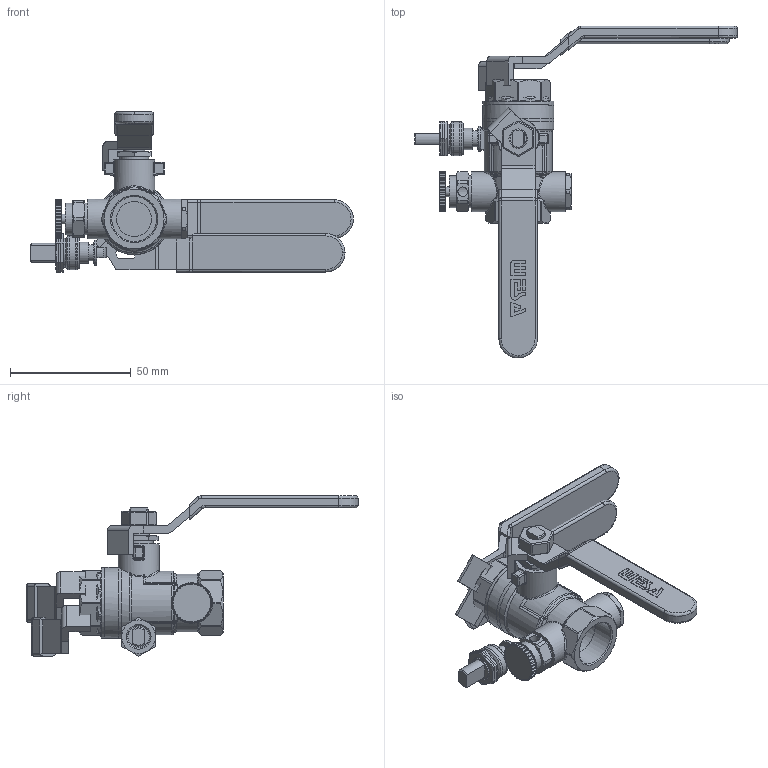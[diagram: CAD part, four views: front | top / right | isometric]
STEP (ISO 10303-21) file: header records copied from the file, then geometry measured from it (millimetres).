
FILE_DESCRIPTION( ( 'Unknown' ), '1' );
FILE_NAME( '704-04.stp', 'Unknown', ( 'Unknown' ), ( 'Unknown' ), 'PSStep 13.0', 'Unknown', ' ' );
FILE_SCHEMA( ( 'AUTOMOTIVE_DESIGN { 1 0 10303 214 1 1 1 1 }' ) );
Length unit declared in the file: millimetre
Products named in the file (13): 2.140.015_Spindel; 704-04_Körper; Assem1; Stahlgriff 1_4 - 3_4; 2.140.015_Stopfbuchse; Stahlgriff-n; Stahlgriff-u; Blindstopfen 1_4 ; Entlüftungs-Stopfen 1_4 ; 704-04_Einschraubteil; M8
Bounding box: 134 x 137.75 x 66.58 mm (x, y, z)
Volume: 99458.5 mm3; surface area: 87211.5 mm2
Topology: 28 solids, 28 shells, 1651 faces, 4189 edges, 2663 vertices
Faces by surface type: cylinder 628, plane 561, cone 178, bspline 174, torus 54, sphere 44, revolution 12
Full cylindrical faces by diameter (mm): 4 x6, 5 x6, 6.6 x4, 6.647 x2, 8.9 x8, 9 x6, 9.1 x3, 9.3 x4, 10.5 x4, 10.8 x3, 11.445 x6, 12 x4, 12.376 x3, 13.157 x9, 14 x10, 14.5 x6, 16.5 x6, 17 x3, 18.631 x12, 19.2 x6, 23.376 x6, 25 x3, 25.5 x3, 29.5 x6
Entity records: 25177 total; most frequent: CARTESIAN_POINT 8174, ORIENTED_EDGE 2600, DIRECTION 2565, EDGE_CURVE 1300, AXIS2_PLACEMENT_3D 1021, VERTEX_POINT 860, EDGE_LOOP 648, FACE_OUTER_BOUND 585
